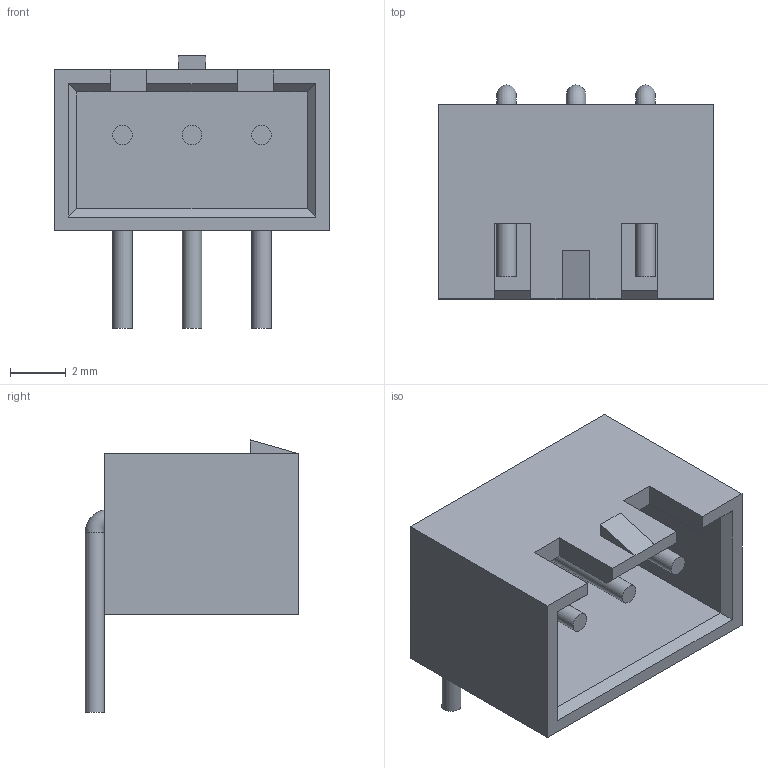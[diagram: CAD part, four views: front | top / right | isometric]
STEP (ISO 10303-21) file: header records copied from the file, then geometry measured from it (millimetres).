
FILE_DESCRIPTION(/* description */ (''),/* implementation_level */ '2;1');
FILE_NAME(/* name */ 'SMAW250-03P.stp',/* time_stamp */ '2020-02-18T14:54:44+09:00',/* author */ ('TO'),/* organization */ (''),/* preprocessor_version */ 'ST-DEVELOPER v18',/* originating_system */ 'Autodesk Inventor 2020',/* authorisation */ '');
FILE_SCHEMA (('AUTOMOTIVE_DESIGN { 1 0 10303 214 3 1 1 }'));
Length unit declared in the file: millimetre
Products named in the file (1): SMAW250-03P
Bounding box: 9.9 x 7.7 x 9.8 mm (x, y, z)
Volume: 236.8 mm3; surface area: 541.7 mm2
Topology: 4 solids, 4 shells, 43 faces, 111 edges, 76 vertices
Faces by surface type: plane 34, cylinder 6, torus 3
Full cylindrical faces by diameter (mm): 0.7 x6
Entity records: 1382 total; most frequent: DIRECTION 232, CARTESIAN_POINT 231, ORIENTED_EDGE 222, EDGE_CURVE 111, LINE 78, VECTOR 78, AXIS2_PLACEMENT_3D 77, VERTEX_POINT 76
